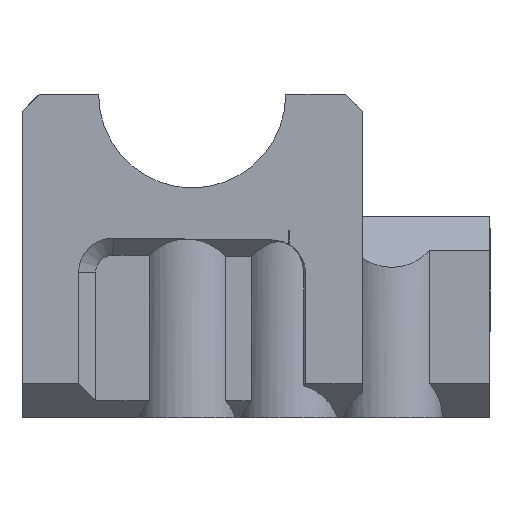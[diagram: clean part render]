
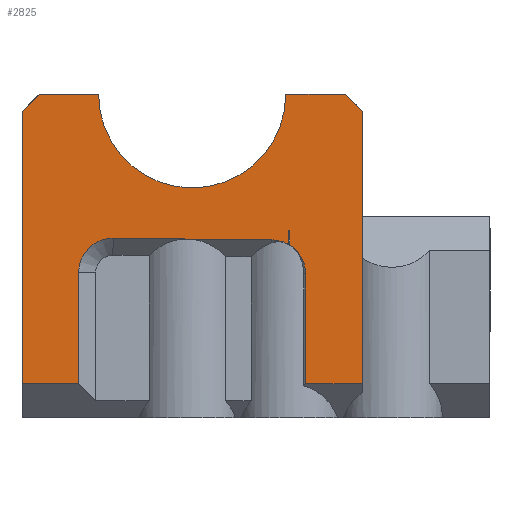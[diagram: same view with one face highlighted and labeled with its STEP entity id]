
A CAD part, left-side view. The second image highlights one B-rep face of the part: STEP entity #2825.
In plain terms, the highlighted planar face has unit normal (-1, 0, 0).
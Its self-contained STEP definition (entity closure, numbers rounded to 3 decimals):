
#134=PLANE('',#3001);
#224=FACE_OUTER_BOUND('',#384,.T.);
#384=EDGE_LOOP('',(#1977,#1978,#1979,#1980,#1981,#1982,#1983,#1984,#1985,
#1986,#1987,#1988,#1989,#1990,#1991,#1992,#1993,#1994,#1995));
#596=LINE('',#4115,#845);
#601=LINE('',#4152,#850);
#602=LINE('',#4154,#851);
#603=LINE('',#4156,#852);
#607=LINE('',#4175,#856);
#612=LINE('',#4187,#861);
#614=LINE('',#4193,#863);
#615=LINE('',#4194,#864);
#616=LINE('',#4196,#865);
#617=LINE('',#4198,#866);
#618=LINE('',#4202,#867);
#619=LINE('',#4204,#868);
#620=LINE('',#4205,#869);
#621=LINE('',#4207,#870);
#622=LINE('',#4210,#871);
#845=VECTOR('',#3288,10.);
#850=VECTOR('',#3313,10.);
#851=VECTOR('',#3314,10.);
#852=VECTOR('',#3315,10.);
#856=VECTOR('',#3323,10.);
#861=VECTOR('',#3334,10.);
#863=VECTOR('',#3340,10.);
#864=VECTOR('',#3341,10.);
#865=VECTOR('',#3342,10.);
#866=VECTOR('',#3343,10.);
#867=VECTOR('',#3346,10.);
#868=VECTOR('',#3347,10.);
#869=VECTOR('',#3348,10.);
#870=VECTOR('',#3349,10.);
#871=VECTOR('',#3352,10.);
#1108=CIRCLE('',#3002,2.);
#1109=CIRCLE('',#3003,5.5);
#1110=CIRCLE('',#3004,2.);
#1111=CIRCLE('',#3005,2.);
#1227=VERTEX_POINT('',#4112);
#1228=VERTEX_POINT('',#4114);
#1232=VERTEX_POINT('',#4123);
#1241=VERTEX_POINT('',#4142);
#1242=VERTEX_POINT('',#4151);
#1243=VERTEX_POINT('',#4153);
#1244=VERTEX_POINT('',#4155);
#1248=VERTEX_POINT('',#4172);
#1249=VERTEX_POINT('',#4174);
#1253=VERTEX_POINT('',#4186);
#1254=VERTEX_POINT('',#4190);
#1255=VERTEX_POINT('',#4192);
#1256=VERTEX_POINT('',#4195);
#1257=VERTEX_POINT('',#4197);
#1258=VERTEX_POINT('',#4199);
#1259=VERTEX_POINT('',#4201);
#1260=VERTEX_POINT('',#4203);
#1261=VERTEX_POINT('',#4206);
#1262=VERTEX_POINT('',#4209);
#1520=EDGE_CURVE('',#1227,#1228,#596,.T.);
#1534=EDGE_CURVE('',#1242,#1241,#601,.T.);
#1535=EDGE_CURVE('',#1243,#1242,#602,.T.);
#1536=EDGE_CURVE('',#1244,#1243,#603,.T.);
#1542=EDGE_CURVE('',#1248,#1249,#607,.T.);
#1548=EDGE_CURVE('',#1253,#1232,#612,.T.);
#1550=EDGE_CURVE('',#1241,#1254,#1108,.T.);
#1551=EDGE_CURVE('',#1254,#1255,#614,.T.);
#1552=EDGE_CURVE('',#1228,#1255,#615,.T.);
#1553=EDGE_CURVE('',#1256,#1227,#616,.T.);
#1554=EDGE_CURVE('',#1257,#1256,#617,.F.);
#1555=EDGE_CURVE('',#1257,#1258,#1109,.T.);
#1556=EDGE_CURVE('',#1259,#1258,#618,.F.);
#1557=EDGE_CURVE('',#1260,#1259,#619,.T.);
#1558=EDGE_CURVE('',#1260,#1249,#620,.T.);
#1559=EDGE_CURVE('',#1248,#1261,#621,.T.);
#1560=EDGE_CURVE('',#1261,#1253,#1110,.T.);
#1561=EDGE_CURVE('',#1232,#1262,#622,.T.);
#1562=EDGE_CURVE('',#1262,#1244,#1111,.T.);
#1977=ORIENTED_EDGE('',*,*,#1536,.T.);
#1978=ORIENTED_EDGE('',*,*,#1535,.T.);
#1979=ORIENTED_EDGE('',*,*,#1534,.T.);
#1980=ORIENTED_EDGE('',*,*,#1550,.T.);
#1981=ORIENTED_EDGE('',*,*,#1551,.T.);
#1982=ORIENTED_EDGE('',*,*,#1552,.F.);
#1983=ORIENTED_EDGE('',*,*,#1520,.F.);
#1984=ORIENTED_EDGE('',*,*,#1553,.F.);
#1985=ORIENTED_EDGE('',*,*,#1554,.F.);
#1986=ORIENTED_EDGE('',*,*,#1555,.T.);
#1987=ORIENTED_EDGE('',*,*,#1556,.F.);
#1988=ORIENTED_EDGE('',*,*,#1557,.F.);
#1989=ORIENTED_EDGE('',*,*,#1558,.T.);
#1990=ORIENTED_EDGE('',*,*,#1542,.F.);
#1991=ORIENTED_EDGE('',*,*,#1559,.T.);
#1992=ORIENTED_EDGE('',*,*,#1560,.T.);
#1993=ORIENTED_EDGE('',*,*,#1548,.T.);
#1994=ORIENTED_EDGE('',*,*,#1561,.T.);
#1995=ORIENTED_EDGE('',*,*,#1562,.T.);
#2825=ADVANCED_FACE('',(#224),#134,.F.);
#3001=AXIS2_PLACEMENT_3D('',#4189,#3336,#3337);
#3002=AXIS2_PLACEMENT_3D('',#4191,#3338,#3339);
#3003=AXIS2_PLACEMENT_3D('',#4200,#3344,#3345);
#3004=AXIS2_PLACEMENT_3D('',#4208,#3350,#3351);
#3005=AXIS2_PLACEMENT_3D('',#4211,#3353,#3354);
#3288=DIRECTION('',(0.,0.,-1.));
#3313=DIRECTION('',(0.,0.,-1.));
#3314=DIRECTION('',(0.,-1.,0.));
#3315=DIRECTION('',(0.,0.,1.));
#3323=DIRECTION('',(0.,1.,0.));
#3334=DIRECTION('',(0.,-1.,-0.01));
#3336=DIRECTION('center_axis',(1.,0.,0.));
#3337=DIRECTION('ref_axis',(0.,0.,
1.));
#3338=DIRECTION('center_axis',(1.,0.,0.));
#3339=DIRECTION('ref_axis',(0.,-1.,0.));
#3340=DIRECTION('',(0.,0.,-1.));
#3341=DIRECTION('',(0.,1.,0.));
#3342=DIRECTION('',(0.,-0.707,-0.707));
#3343=DIRECTION('',(0.,1.,0.));
#3344=DIRECTION('center_axis',(1.,0.,0.));
#3345=DIRECTION('ref_axis',(0.,-1.,0.));
#3346=DIRECTION('',(0.,1.,0.));
#3347=DIRECTION('',(0.,-0.707,0.707));
#3348=DIRECTION('',(0.,0.,-1.));
#3349=DIRECTION('',(0.,0.,1.));
#3350=DIRECTION('center_axis',(1.,0.,0.));
#3351=DIRECTION('ref_axis',(0.,-0.01,
1.));
#3352=DIRECTION('',(0.,-1.,-0.01));
#3353=DIRECTION('center_axis',(1.,0.,0.));
#3354=DIRECTION('ref_axis',(0.,-1.,0.));
#4112=CARTESIAN_POINT('',(-139.762,80.318,77.742));
#4114=CARTESIAN_POINT('',(-139.762,80.318,61.742));
#4115=CARTESIAN_POINT('',(-139.762,80.318,66.742));
#4123=CARTESIAN_POINT('',(-139.762,90.608,70.239));
#4142=CARTESIAN_POINT('',(-139.762,84.574,69.875));
#4151=CARTESIAN_POINT('',(-139.762,84.574,70.742));
#4152=CARTESIAN_POINT('',(-139.762,84.574,59.742));
#4153=CARTESIAN_POINT('',(-139.762,84.642,70.742));
#4154=CARTESIAN_POINT('',(-139.762,88.443,70.742));
#4155=CARTESIAN_POINT('',(-139.762,84.642,69.917));
#4156=CARTESIAN_POINT('',(-139.762,84.642,59.742));
#4172=CARTESIAN_POINT('',(-139.762,96.985,61.742));
#4174=CARTESIAN_POINT('',(-139.762,100.318,61.742));
#4175=CARTESIAN_POINT('',(-139.762,90.318,61.742));
#4186=CARTESIAN_POINT('',(-139.762,94.966,70.282));
#4187=CARTESIAN_POINT('',(-139.762,92.622,70.259));
#4189=CARTESIAN_POINT('Origin',(-139.762,90.318,66.742));
#4190=CARTESIAN_POINT('',(-139.762,83.652,68.19));
#4191=CARTESIAN_POINT('Origin',(-139.762,85.652,68.19));
#4192=CARTESIAN_POINT('',(-139.762,83.652,61.742));
#4193=CARTESIAN_POINT('',(-139.762,83.652,67.216));
#4194=CARTESIAN_POINT('',(-139.762,90.318,61.742));
#4195=CARTESIAN_POINT('',(-139.762,81.318,78.742));
#4196=CARTESIAN_POINT('',(-139.762,80.318,77.742));
#4197=CARTESIAN_POINT('',(-139.762,84.818,78.742));
#4198=CARTESIAN_POINT('',(-139.762,90.318,78.742));
#4199=CARTESIAN_POINT('',(-139.762,95.818,78.742));
#4200=CARTESIAN_POINT('Origin',(-139.762,90.318,78.742));
#4201=CARTESIAN_POINT('',(-139.762,99.318,78.742));
#4202=CARTESIAN_POINT('',(-139.762,90.318,78.742));
#4203=CARTESIAN_POINT('',(-139.762,100.318,77.742));
#4204=CARTESIAN_POINT('',(-139.762,100.318,77.742));
#4205=CARTESIAN_POINT('',(-139.762,100.318,66.742));
#4206=CARTESIAN_POINT('',(-139.762,96.985,68.283));
#4207=CARTESIAN_POINT('',(-139.762,96.985,61.013));
#4208=CARTESIAN_POINT('Origin',(-139.762,94.985,68.283));
#4209=CARTESIAN_POINT('',(-139.762,85.632,70.19));
#4210=CARTESIAN_POINT('',(-139.762,92.622,70.259));
#4211=CARTESIAN_POINT('Origin',(-139.762,85.652,68.19));
